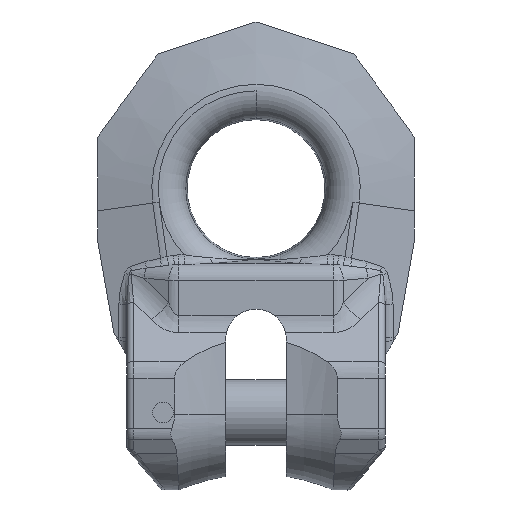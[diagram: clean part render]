
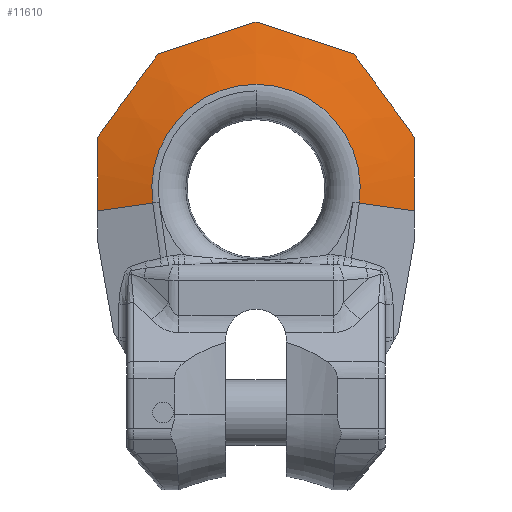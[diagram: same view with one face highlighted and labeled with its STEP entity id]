
A CAD part, front view. The second image highlights one B-rep face of the part: STEP entity #11610.
In plain terms, the highlighted conical face has half-angle 76.25 degrees and reference radius 39.319 mm.
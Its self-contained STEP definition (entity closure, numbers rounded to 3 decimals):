
#2311=DIRECTION('',(-0.962,0.238,-0.135));
#2312=VECTOR('',#2311,16.659);
#2313=CARTESIAN_POINT('',(-29.976,-9.771,
60.787));
#2314=LINE('',#2313,#2312);
#2355=CARTESIAN_POINT('',(0.,-5.342,113.367));
#2356=CARTESIAN_POINT('',(1.574,-5.468,112.856));
#2357=CARTESIAN_POINT('',(4.726,-5.681,111.832));
#2358=CARTESIAN_POINT('',(9.458,-5.877,110.294));
#2359=CARTESIAN_POINT('',(14.215,-5.944,108.749));
#2360=CARTESIAN_POINT('',(18.972,-5.877,107.203));
#2361=CARTESIAN_POINT('',(23.704,-5.681,105.666));
#2362=CARTESIAN_POINT('',(26.855,-5.468,104.641));
#2363=CARTESIAN_POINT('',(28.43,-5.342,104.13));
#2365=CARTESIAN_POINT('',(28.43,-5.342,104.13));
#2366=CARTESIAN_POINT('',(29.403,-5.468,102.791));
#2367=CARTESIAN_POINT('',(31.351,-5.681,100.11));
#2368=CARTESIAN_POINT('',(34.275,-5.877,96.084));
#2369=CARTESIAN_POINT('',(37.215,-5.944,92.038));
#2370=CARTESIAN_POINT('',(40.155,-5.877,87.992));
#2371=CARTESIAN_POINT('',(43.079,-5.681,83.967));
#2372=CARTESIAN_POINT('',(45.027,-5.468,81.285));
#2373=CARTESIAN_POINT('',(46.,-5.342,79.946));
#2375=CARTESIAN_POINT('',(46.,-5.342,79.946));
#2376=CARTESIAN_POINT('',(46.,-5.477,78.17));
#2377=CARTESIAN_POINT('',(46.,-5.702,74.613));
#2378=CARTESIAN_POINT('',(46.,-5.899,69.269));
#2379=CARTESIAN_POINT('',(46.,-5.944,63.895));
#2380=CARTESIAN_POINT('',(46.,-5.872,60.322));
#2381=CARTESIAN_POINT('',(46.,-5.811,58.535));
#2383=CARTESIAN_POINT('',(0.,-9.771,65.));
#2384=DIRECTION('',(0.,1.,0.));
#2385=DIRECTION('',(-0.99,0.,-0.139));
#2386=AXIS2_PLACEMENT_3D('',#2383,#2384,#2385);
#2388=CARTESIAN_POINT('',(-46.,-5.811,58.535));
#2389=CARTESIAN_POINT('',(-46.,-5.872,60.322));
#2390=CARTESIAN_POINT('',(-46.,-5.944,63.895));
#2391=CARTESIAN_POINT('',(-46.,-5.899,69.269));
#2392=CARTESIAN_POINT('',(-46.,-5.702,74.613));
#2393=CARTESIAN_POINT('',(-46.,-5.477,78.17));
#2394=CARTESIAN_POINT('',(-46.,-5.342,79.946));
#2396=CARTESIAN_POINT('',(-46.,-5.342,79.946));
#2397=CARTESIAN_POINT('',(-45.027,-5.468,
81.285));
#2398=CARTESIAN_POINT('',(-43.079,-5.681,
83.967));
#2399=CARTESIAN_POINT('',(-40.154,-5.877,
87.992));
#2400=CARTESIAN_POINT('',(-37.215,-5.944,
92.038));
#2401=CARTESIAN_POINT('',(-34.275,-5.877,
96.084));
#2402=CARTESIAN_POINT('',(-31.35,-5.681,
100.11));
#2403=CARTESIAN_POINT('',(-29.402,-5.468,
102.791));
#2404=CARTESIAN_POINT('',(-28.43,-5.342,104.13));
#2406=CARTESIAN_POINT('',(-28.43,-5.342,104.13));
#2407=CARTESIAN_POINT('',(-26.855,-5.468,
104.641));
#2408=CARTESIAN_POINT('',(-23.703,-5.681,
105.666));
#2409=CARTESIAN_POINT('',(-18.971,-5.877,
107.203));
#2410=CARTESIAN_POINT('',(-14.215,-5.944,
108.749));
#2411=CARTESIAN_POINT('',(-9.458,-5.877,
110.294));
#2412=CARTESIAN_POINT('',(-4.726,-5.681,
111.832));
#2413=CARTESIAN_POINT('',(-1.574,-5.468,
112.856));
#2414=CARTESIAN_POINT('',(0.,-5.342,113.367));
#2427=DIRECTION('',(0.962,0.238,-0.135));
#2428=VECTOR('',#2427,16.659);
#2429=CARTESIAN_POINT('',(29.976,-9.771,60.787));
#2430=LINE('',#2429,#2428);
#6766=CARTESIAN_POINT('',(29.976,-9.771,60.787));
#6768=VERTEX_POINT('',#6766);
#6771=CARTESIAN_POINT('',(-29.976,-9.771,
60.787));
#6772=VERTEX_POINT('',#6771);
#7237=VERTEX_POINT('',#2355);
#7238=VERTEX_POINT('',#2363);
#7239=VERTEX_POINT('',#2373);
#7240=VERTEX_POINT('',#2381);
#7241=VERTEX_POINT('',#2388);
#7242=VERTEX_POINT('',#2394);
#7243=VERTEX_POINT('',#2404);
#11593=CARTESIAN_POINT('',(0.,-7.557,65.));
#11594=DIRECTION('',(0.,1.,0.));
#11595=DIRECTION('',(0.,0.,-1.));
#11596=AXIS2_PLACEMENT_3D('',#11593,#11594,#11595);
#11597=CONICAL_SURFACE('',#11596,39.319,76.25);
#11598=ORIENTED_EDGE('',*,*,#9275,.T.);
#11599=ORIENTED_EDGE('',*,*,#9260,.T.);
#11600=ORIENTED_EDGE('',*,*,#9245,.T.);
#11602=ORIENTED_EDGE('',*,*,#11601,.F.);
#11603=ORIENTED_EDGE('',*,*,#10809,.F.);
#11604=ORIENTED_EDGE('',*,*,#11579,.T.);
#11605=ORIENTED_EDGE('',*,*,#9322,.T.);
#11606=ORIENTED_EDGE('',*,*,#9305,.T.);
#11607=ORIENTED_EDGE('',*,*,#9290,.T.);
#11608=EDGE_LOOP('',(#11598,#11599,#11600,#11602,#11603,#11604,#11605,#11606,
#11607));
#11609=FACE_OUTER_BOUND('',#11608,.F.);
#11610=ADVANCED_FACE('',(#11609),#11597,.T.);
#2364=B_SPLINE_CURVE_WITH_KNOTS('',3,(#2355,#2356,#2357,#2358,#2359,#2360,#2361,
#2362,#2363),.UNSPECIFIED.,.F.,.F.,(4,1,1,1,1,1,4),(0.,0.167,
0.333,0.5,0.667,0.833,1.),
.UNSPECIFIED.);
#2374=B_SPLINE_CURVE_WITH_KNOTS('',3,(#2365,#2366,#2367,#2368,#2369,#2370,#2371,
#2372,#2373),.UNSPECIFIED.,.F.,.F.,(4,1,1,1,1,1,4),(0.,0.167,
0.333,0.5,0.667,0.833,1.),
.UNSPECIFIED.);
#2382=B_SPLINE_CURVE_WITH_KNOTS('',3,(#2375,#2376,#2377,#2378,#2379,#2380,
#2381),.UNSPECIFIED.,.F.,.F.,(4,1,1,1,4),(0.,0.25,0.5,0.75,1.),
.UNSPECIFIED.);
#2387=CIRCLE('',#2386,30.27);
#2395=B_SPLINE_CURVE_WITH_KNOTS('',3,(#2388,#2389,#2390,#2391,#2392,#2393,
#2394),.UNSPECIFIED.,.F.,.F.,(4,1,1,1,4),(0.,0.25,0.5,0.75,1.),
.UNSPECIFIED.);
#2405=B_SPLINE_CURVE_WITH_KNOTS('',3,(#2396,#2397,#2398,#2399,#2400,#2401,#2402,
#2403,#2404),.UNSPECIFIED.,.F.,.F.,(4,1,1,1,1,1,4),(0.,0.167,
0.333,0.5,0.667,0.833,1.),
.UNSPECIFIED.);
#2415=B_SPLINE_CURVE_WITH_KNOTS('',3,(#2406,#2407,#2408,#2409,#2410,#2411,#2412,
#2413,#2414),.UNSPECIFIED.,.F.,.F.,(4,1,1,1,1,1,4),(0.,0.167,
0.333,0.5,0.667,0.833,1.),
.UNSPECIFIED.);
#9245=EDGE_CURVE('',#7239,#7240,#2382,.T.);
#9260=EDGE_CURVE('',#7238,#7239,#2374,.T.);
#9275=EDGE_CURVE('',#7237,#7238,#2364,.T.);
#9290=EDGE_CURVE('',#7243,#7237,#2415,.T.);
#9305=EDGE_CURVE('',#7242,#7243,#2405,.T.);
#9322=EDGE_CURVE('',#7241,#7242,#2395,.T.);
#10809=EDGE_CURVE('',#6772,#6768,#2387,.T.);
#11579=EDGE_CURVE('',#6772,#7241,#2314,.T.);
#11601=EDGE_CURVE('',#6768,#7240,#2430,.T.);
